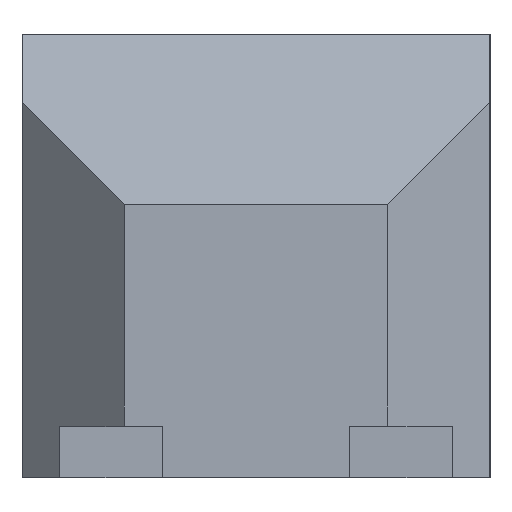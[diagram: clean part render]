
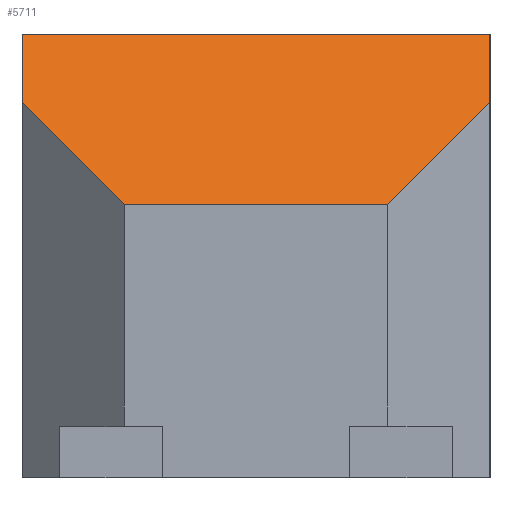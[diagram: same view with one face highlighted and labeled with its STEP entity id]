
A CAD part, left-side view. The second image highlights one B-rep face of the part: STEP entity #5711.
In plain terms, the highlighted planar face has unit normal (-0.707, 0, 0.707).
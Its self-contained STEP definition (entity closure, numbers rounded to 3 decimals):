
#116 = CARTESIAN_POINT ( 'NONE',  ( -2.843, 0.686, 0.65 ) ) ;
#214 = DIRECTION ( 'NONE',  ( 0.707, 0., 0.707 ) ) ;
#255 = DIRECTION ( 'NONE',  ( 0., -1., 0. ) ) ;
#275 = LINE ( 'NONE', #116, #3473 ) ;
#289 = DIRECTION ( 'NONE',  ( -0.577, 0.577, -0.577 ) ) ;
#342 = LINE ( 'NONE', #423, #3345 ) ;
#354 = LINE ( 'NONE', #420, #3480 ) ;
#420 = CARTESIAN_POINT ( 'NONE',  ( -2.843, -0.686, 0.65 ) ) ;
#423 = CARTESIAN_POINT ( 'NONE',  ( -3.177, -0.553, 0.317 ) ) ;
#1015 = EDGE_CURVE ( 'NONE', #8553, #8532, #275, .T. ) ;
#1064 = EDGE_CURVE ( 'NONE', #8406, #8532, #354, .T. ) ;
#1107 = EDGE_CURVE ( 'NONE', #8406, #8337, #342, .T. ) ;
#1812 = LINE ( 'NONE', #1813, #3375 ) ;
#1813 = CARTESIAN_POINT ( 'NONE',  ( -3.343, 0.686, 0.15 ) ) ;
#1814 = DIRECTION ( 'NONE',  ( 0., -1., 0. ) ) ;
#2751 = LINE ( 'NONE', #2752, #3797 ) ;
#2752 = CARTESIAN_POINT ( 'NONE',  ( -2.843, 0.686, 0.65 ) ) ;
#2753 = DIRECTION ( 'NONE',  ( 0.707, 0., 0.707 ) ) ;
#3341 = AXIS2_PLACEMENT_3D ( 'NONE', #7711, #7712, #7713 ) ;
#3345 = VECTOR ( 'NONE', #289, 1000. ) ;
#3375 = VECTOR ( 'NONE', #1814, 1000. ) ;
#3473 = VECTOR ( 'NONE', #255, 1000. ) ;
#3480 = VECTOR ( 'NONE', #214, 1000. ) ;
#3489 = FACE_OUTER_BOUND ( 'NONE', #7520, .T. ) ;
#3585 = CARTESIAN_POINT ( 'NONE',  ( -2.843, -0.686, 0.65 ) ) ;
#3592 = CARTESIAN_POINT ( 'NONE',  ( -3.043, 0.686, 0.45 ) ) ;
#3600 = CARTESIAN_POINT ( 'NONE',  ( -2.843, 0.686, 0.65 ) ) ;
#3797 = VECTOR ( 'NONE', #2753, 1000. ) ;
#4089 = VECTOR ( 'NONE', #6927, 1000. ) ;
#4990 = ORIENTED_EDGE ( 'NONE', *, *, #5952, .F. ) ;
#4996 = ORIENTED_EDGE ( 'NONE', *, *, #6037, .F. ) ;
#5042 = ORIENTED_EDGE ( 'NONE', *, *, #1107, .F. ) ;
#5164 = ORIENTED_EDGE ( 'NONE', *, *, #1015, .F. ) ;
#5171 = ORIENTED_EDGE ( 'NONE', *, *, #5822, .T. ) ;
#5186 = ORIENTED_EDGE ( 'NONE', *, *, #1064, .T. ) ;
#5711 = ADVANCED_FACE ( 'NONE', ( #3489 ), #7710, .F. ) ;
#5822 = EDGE_CURVE ( 'NONE', #8370, #8337, #1812, .T. ) ;
#5952 = EDGE_CURVE ( 'NONE', #8541, #8553, #2751, .T. ) ;
#6037 = EDGE_CURVE ( 'NONE', #8370, #8541, #6925, .T. ) ;
#6821 = CARTESIAN_POINT ( 'NONE',  ( -3.343, -0.386, 0.15 ) ) ;
#6845 = CARTESIAN_POINT ( 'NONE',  ( -3.343, 0.386, 0.15 ) ) ;
#6875 = CARTESIAN_POINT ( 'NONE',  ( -3.043, -0.686, 0.45 ) ) ;
#6925 = LINE ( 'NONE', #6926, #4089 ) ;
#6926 = CARTESIAN_POINT ( 'NONE',  ( -2.977, 0.753, 0.517 ) ) ;
#6927 = DIRECTION ( 'NONE',  ( 0.577, 0.577, 0.577 ) ) ;
#7520 = EDGE_LOOP ( 'NONE', ( #5171, #5042, #5186, #5164, #4990, #4996 ) ) ;
#7710 = PLANE ( 'NONE',  #3341 ) ;
#7711 = CARTESIAN_POINT ( 'NONE',  ( -2.843, 0.686, 0.65 ) ) ;
#7712 = DIRECTION ( 'NONE',  ( 0.707, 0., -0.707 ) ) ;
#7713 = DIRECTION ( 'NONE',  ( -0.707, 0., -0.707 ) ) ;
#8337 = VERTEX_POINT ( 'NONE', #6821 ) ;
#8370 = VERTEX_POINT ( 'NONE', #6845 ) ;
#8406 = VERTEX_POINT ( 'NONE', #6875 ) ;
#8532 = VERTEX_POINT ( 'NONE', #3585 ) ;
#8541 = VERTEX_POINT ( 'NONE', #3592 ) ;
#8553 = VERTEX_POINT ( 'NONE', #3600 ) ;
